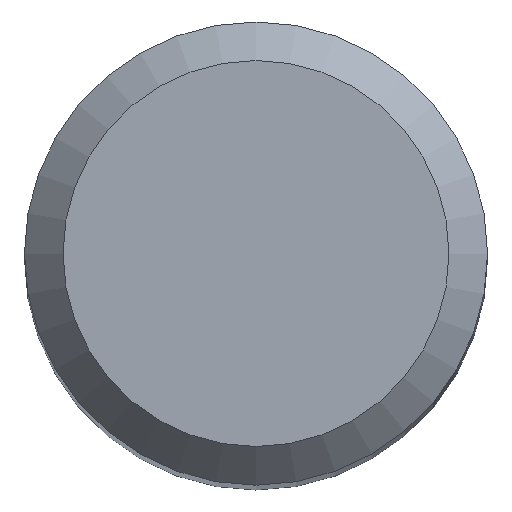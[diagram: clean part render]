
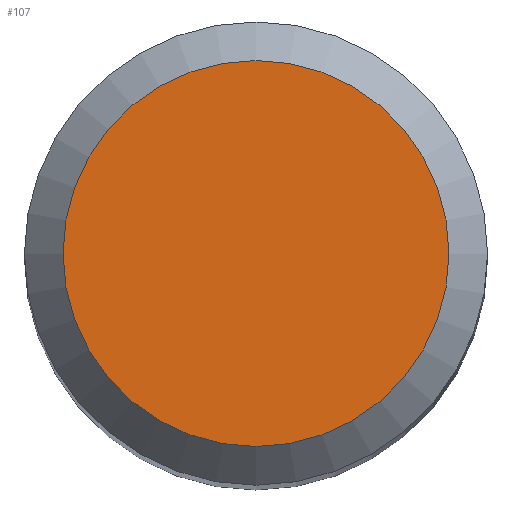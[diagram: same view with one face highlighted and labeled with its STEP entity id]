
A CAD part, top view. The second image highlights one B-rep face of the part: STEP entity #107.
In plain terms, the highlighted free-form (B-spline) face has degree [1, 1] with [2, 2] control points.
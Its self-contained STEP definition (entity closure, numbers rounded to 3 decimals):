
#107 = ADVANCED_FACE('', (#108), #128, .T.);
#108 = FACE_OUTER_BOUND('', #109, .T.);
#109 = EDGE_LOOP('', (#110, #121));
#110 = ORIENTED_EDGE('', *, *, #111, .T.);
#111 = EDGE_CURVE('', #112, #114, #116, .T.);
#112 = VERTEX_POINT('', #113);
#113 = CARTESIAN_POINT('', (2.5, 0., 0.));
#114 = VERTEX_POINT('', #115);
#115 = CARTESIAN_POINT('', (-2.5, 0., 0.));
#116 = CIRCLE('', #117, 2.5);
#117 = AXIS2_PLACEMENT_3D('', #118, #119, #120);
#118 = CARTESIAN_POINT('', (0., 0., 0.));
#119 = DIRECTION('', (0., 0., 1.));
#120 = DIRECTION('', (1., 0., 0.));
#121 = ORIENTED_EDGE('', *, *, #122, .T.);
#122 = EDGE_CURVE('', #114, #112, #123, .T.);
#123 = CIRCLE('', #124, 2.5);
#124 = AXIS2_PLACEMENT_3D('', #125, #126, #127);
#125 = CARTESIAN_POINT('', (0., 0., 0.));
#126 = DIRECTION('', (0., 0., 1.));
#127 = DIRECTION('', (1., 0., 0.));
#128 = B_SPLINE_SURFACE_WITH_KNOTS('', 1, 1, ((#129, #130), (#131, #132)), .UNSPECIFIED., .F., .F., .U., (2, 2), (2, 2), (-2.501, 2.501), (-2.501, 2.501), .UNSPECIFIED.);
#129 = CARTESIAN_POINT('', (-2.501, -2.501, 0.));
#130 = CARTESIAN_POINT('', (-2.501, 2.501, 0.));
#131 = CARTESIAN_POINT('', (2.501, -2.501, 0.));
#132 = CARTESIAN_POINT('', (2.501, 2.501, 0.));
